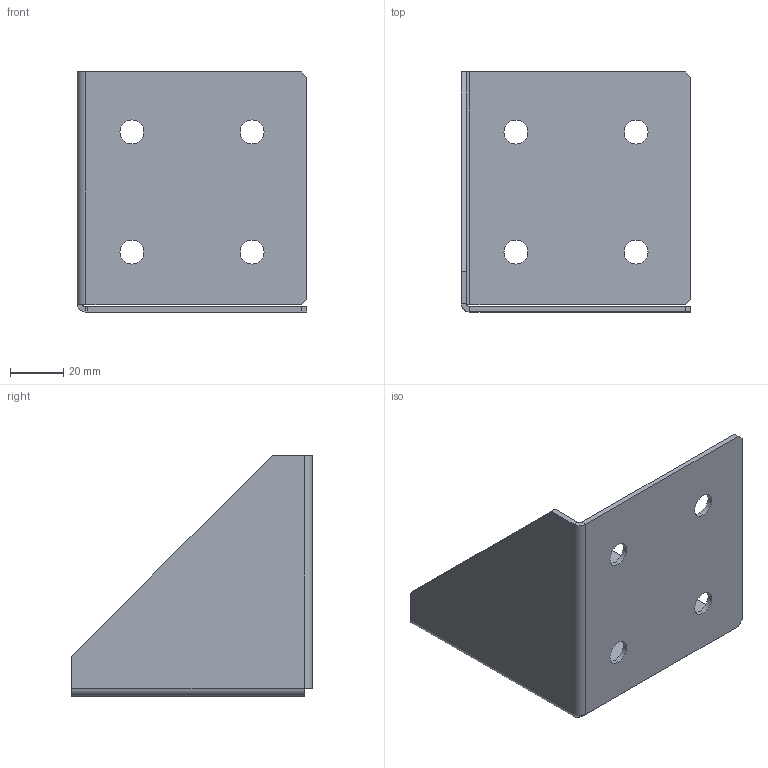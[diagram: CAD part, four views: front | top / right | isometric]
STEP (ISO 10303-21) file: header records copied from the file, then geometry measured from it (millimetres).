
FILE_DESCRIPTION (( 'STEP AP214' ), '1' );
FILE_NAME ('Óãîëîê 45 ñåðèÿ 2õ4 90õ90õ86õ2 ñ ïåðåìû÷êîé.STEP', '2022-02-28T10:25:00', ( 'user' ), ( '' ), 'SwSTEP 2.0', 'SolidWorks 2021', '' );
FILE_SCHEMA (( 'AUTOMOTIVE_DESIGN' ));
Length unit declared in the file: millimetre
Products named in the file (1): Óãîëîê 45 ñåðèÿ 2õ4 90õ90õ86õ2 ñ ïåðåìû÷êîé
Bounding box: 86 x 90 x 90 mm (x, y, z)
Volume: 38552.5 mm3; surface area: 40295.1 mm2
Topology: 1 solids, 1 shells, 47 faces, 119 edges, 74 vertices
Faces by surface type: plane 27, cylinder 20
Entity records: 1471 total; most frequent: DIRECTION 255, CARTESIAN_POINT 241, ORIENTED_EDGE 238, EDGE_CURVE 119, AXIS2_PLACEMENT_3D 88, LINE 79, VECTOR 79, VERTEX_POINT 74
